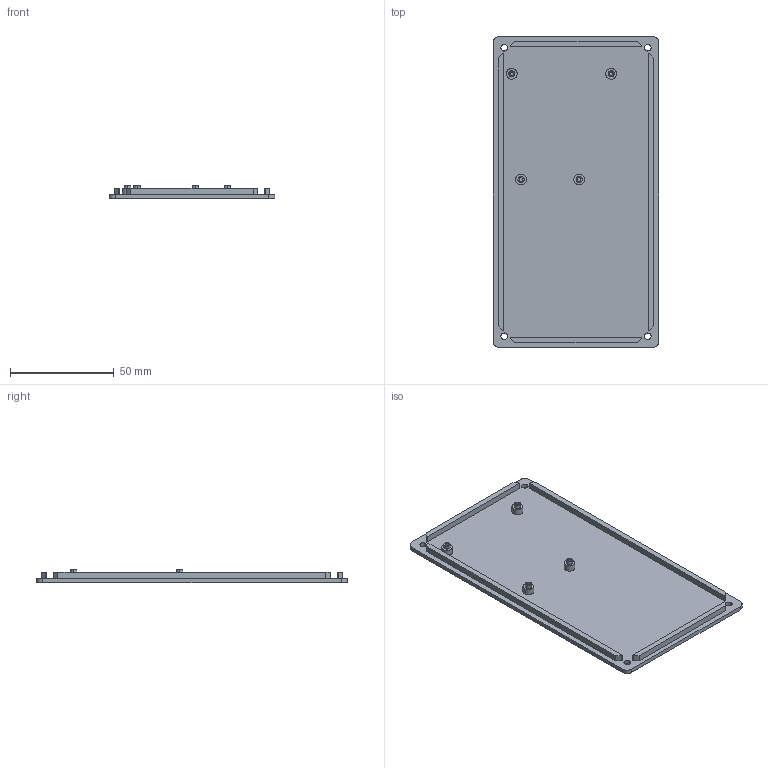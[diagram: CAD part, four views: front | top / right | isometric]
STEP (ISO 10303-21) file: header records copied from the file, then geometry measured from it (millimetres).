
FILE_DESCRIPTION (( 'STEP AP203' ), '1' );
FILE_NAME ('Boden.STEP', '2022-11-08T18:33:51', ( '' ), ( '' ), 'SwSTEP 2.0', 'SolidWorks 2020', '' );
FILE_SCHEMA (( 'CONFIG_CONTROL_DESIGN' ));
Length unit declared in the file: millimetre
Products named in the file (1): Boden
Bounding box: 80 x 150 x 6.6 mm (x, y, z)
Volume: 27185.6 mm3; surface area: 27671.3 mm2
Topology: 1 solids, 1 shells, 82 faces, 194 edges, 130 vertices
Faces by surface type: bspline 82
Entity records: 2765 total; most frequent: CARTESIAN_POINT 1509, ORIENTED_EDGE 388, EDGE_CURVE 194, VERTEX_POINT 130, B_SPLINE_CURVE_WITH_KNOTS 120, EDGE_LOOP 106, ADVANCED_FACE 82, FACE_OUTER_BOUND 82
